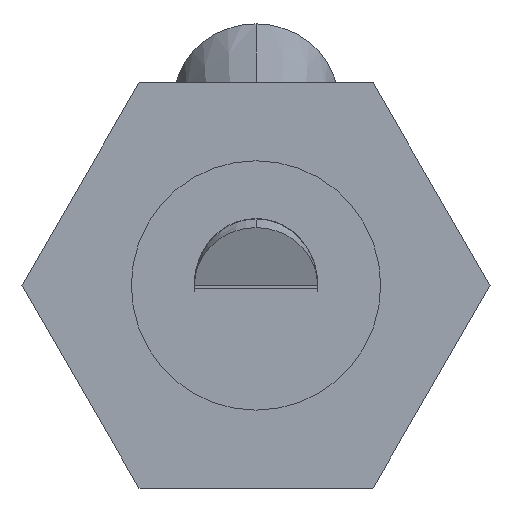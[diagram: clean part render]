
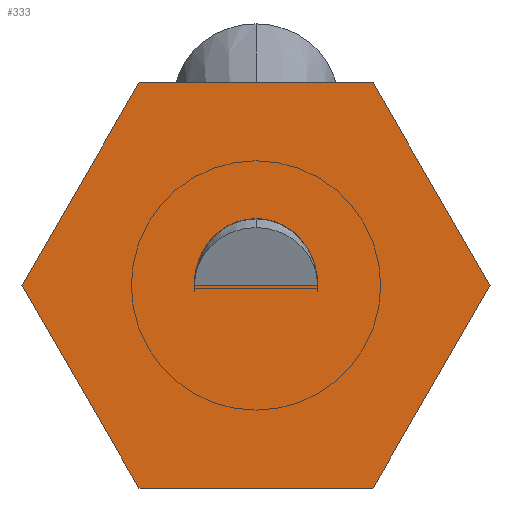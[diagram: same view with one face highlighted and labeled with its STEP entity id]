
A CAD part, front view. The second image highlights one B-rep face of the part: STEP entity #333.
In plain terms, the highlighted planar face has unit normal (0, -1, 0).
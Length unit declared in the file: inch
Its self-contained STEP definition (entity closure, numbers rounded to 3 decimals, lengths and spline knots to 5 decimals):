
#1 = EDGE_LOOP ( 'NONE', ( #181, #429, #309, #433, #593, #110 ) ) ;
#11 =( BOUNDED_CURVE ( )  B_SPLINE_CURVE ( 3, ( #600, #94, #551, #405 ),
 .UNSPECIFIED., .F., .T. ) 
 B_SPLINE_CURVE_WITH_KNOTS ( ( 4, 4 ),
 ( 0., 1.58479 ),
 .UNSPECIFIED. ) 
 CURVE ( )  GEOMETRIC_REPRESENTATION_ITEM ( )  RATIONAL_B_SPLINE_CURVE ( ( 1., 0.801, 0.801, 1. ) ) 
 REPRESENTATION_ITEM ( '' )  );
#15 = ORIENTED_EDGE ( 'NONE', *, *, #613, .F. ) ;
#26 = DIRECTION ( 'NONE',  ( -1., 0., 0. ) ) ;
#62 = EDGE_CURVE ( 'NONE', #377, #98, #169, .T. ) ;
#64 = VERTEX_POINT ( 'NONE', #524 ) ;
#70 = CARTESIAN_POINT ( 'NONE',  ( 0.23455, 0., 0. ) ) ;
#71 = CARTESIAN_POINT ( 'NONE',  ( -0.23455, 0., 0. ) ) ;
#76 = CARTESIAN_POINT ( 'NONE',  ( 0.11728, 0., 0.20313 ) ) ;
#77 = ORIENTED_EDGE ( 'NONE', *, *, #634, .F. ) ;
#83 = CARTESIAN_POINT ( 'NONE',  ( -0.23455, 0., 0. ) ) ;
#94 = CARTESIAN_POINT ( 'NONE',  ( -0.03658, 0., 0.06664 ) ) ;
#98 = VERTEX_POINT ( 'NONE', #70 ) ;
#100 = CARTESIAN_POINT ( 'NONE',  ( 0.06226, 0., 0.03892 ) ) ;
#101 = VECTOR ( 'NONE', #589, 39.37008 ) ;
#110 = ORIENTED_EDGE ( 'NONE', *, *, #518, .F. ) ;
#126 = CARTESIAN_POINT ( 'NONE',  ( 0.06174, 0., 0. ) ) ;
#127 = CARTESIAN_POINT ( 'NONE',  ( -0.06174, 0., 0. ) ) ;
#139 = CARTESIAN_POINT ( 'NONE',  ( 0.11728, 0., -0.20313 ) ) ;
#145 =( BOUNDED_CURVE ( )  B_SPLINE_CURVE ( 3, ( #554, #100, #408, #510 ),
 .UNSPECIFIED., .F., .T. ) 
 B_SPLINE_CURVE_WITH_KNOTS ( ( 4, 4 ),
 ( 4.6984, 6.28319 ),
 .UNSPECIFIED. ) 
 CURVE ( )  GEOMETRIC_REPRESENTATION_ITEM ( )  RATIONAL_B_SPLINE_CURVE ( ( 1., 0.801, 0.801, 1. ) ) 
 REPRESENTATION_ITEM ( '' )  );
#149 = VERTEX_POINT ( 'NONE', #127 ) ;
#160 = VERTEX_POINT ( 'NONE', #388 ) ;
#166 = VERTEX_POINT ( 'NONE', #183 ) ;
#169 = LINE ( 'NONE', #76, #657 ) ;
#172 = FACE_OUTER_BOUND ( 'NONE', #1, .T. ) ;
#181 = ORIENTED_EDGE ( 'NONE', *, *, #62, .F. ) ;
#183 = CARTESIAN_POINT ( 'NONE',  ( 0.11728, 0., -0.20313 ) ) ;
#208 = VECTOR ( 'NONE', #500, 39.37008 ) ;
#209 = DIRECTION ( 'NONE',  ( 0.5, 0., 0.866 ) ) ;
#210 = VERTEX_POINT ( 'NONE', #83 ) ;
#215 = CARTESIAN_POINT ( 'NONE',  ( 0.11728, 0., 0.20313 ) ) ;
#218 = FACE_BOUND ( 'NONE', #491, .T. ) ;
#221 = PLANE ( 'NONE',  #228 ) ;
#228 = AXIS2_PLACEMENT_3D ( 'NONE', #413, #415, #467 ) ;
#232 = DIRECTION ( 'NONE',  ( 0.5, 0., -0.866 ) ) ;
#243 = CARTESIAN_POINT ( 'NONE',  ( -0.11728, 0., -0.20313 ) ) ;
#297 = CARTESIAN_POINT ( 'NONE',  ( 0., 0., 0. ) ) ;
#309 = ORIENTED_EDGE ( 'NONE', *, *, #310, .F. ) ;
#310 = EDGE_CURVE ( 'NONE', #210, #64, #363, .T. ) ;
#333 = ADVANCED_FACE ( 'NONE', ( #172, #218 ), #221, .F. ) ;
#334 = LINE ( 'NONE', #581, #610 ) ;
#343 = LINE ( 'NONE', #139, #422 ) ;
#363 = LINE ( 'NONE', #71, #424 ) ;
#377 = VERTEX_POINT ( 'NONE', #215 ) ;
#388 = CARTESIAN_POINT ( 'NONE',  ( 0., 0., 0.06664 ) ) ;
#391 = CARTESIAN_POINT ( 'NONE',  ( 0.23455, 0., 0. ) ) ;
#405 = CARTESIAN_POINT ( 'NONE',  ( -0.06174, 0., 0. ) ) ;
#408 = CARTESIAN_POINT ( 'NONE',  ( 0.03658, 0., 0.06664 ) ) ;
#413 = CARTESIAN_POINT ( 'NONE',  ( 0., 0., 0. ) ) ;
#415 = DIRECTION ( 'NONE',  ( 0., 1., 0. ) ) ;
#422 = VECTOR ( 'NONE', #26, 39.37008 ) ;
#424 = VECTOR ( 'NONE', #209, 39.37008 ) ;
#429 = ORIENTED_EDGE ( 'NONE', *, *, #431, .F. ) ;
#431 = EDGE_CURVE ( 'NONE', #64, #377, #334, .T. ) ;
#433 = ORIENTED_EDGE ( 'NONE', *, *, #649, .F. ) ;
#447 = DIRECTION ( 'NONE',  ( -0.5, 0., 0.866 ) ) ;
#448 = VERTEX_POINT ( 'NONE', #126 ) ;
#465 = VECTOR ( 'NONE', #447, 39.37008 ) ;
#467 = DIRECTION ( 'NONE',  ( 0., 0., 1. ) ) ;
#471 = EDGE_CURVE ( 'NONE', #166, #585, #343, .T. ) ;
#482 = ORIENTED_EDGE ( 'NONE', *, *, #603, .F. ) ;
#491 = EDGE_LOOP ( 'NONE', ( #77, #15, #482 ) ) ;
#494 = LINE ( 'NONE', #297, #208 ) ;
#500 = DIRECTION ( 'NONE',  ( 1., 0., 0. ) ) ;
#510 = CARTESIAN_POINT ( 'NONE',  ( 0., 0., 0.06664 ) ) ;
#518 = EDGE_CURVE ( 'NONE', #98, #166, #630, .T. ) ;
#524 = CARTESIAN_POINT ( 'NONE',  ( -0.11728, 0., 0.20313 ) ) ;
#529 = DIRECTION ( 'NONE',  ( 1., 0., 0. ) ) ;
#548 = CARTESIAN_POINT ( 'NONE',  ( -0.11728, 0., -0.20313 ) ) ;
#551 = CARTESIAN_POINT ( 'NONE',  ( -0.06226, 0., 0.03892 ) ) ;
#554 = CARTESIAN_POINT ( 'NONE',  ( 0.06174, 0., 0. ) ) ;
#558 = LINE ( 'NONE', #243, #465 ) ;
#581 = CARTESIAN_POINT ( 'NONE',  ( -0.11728, 0., 0.20313 ) ) ;
#585 = VERTEX_POINT ( 'NONE', #548 ) ;
#589 = DIRECTION ( 'NONE',  ( -0.5, 0., -0.866 ) ) ;
#593 = ORIENTED_EDGE ( 'NONE', *, *, #471, .F. ) ;
#600 = CARTESIAN_POINT ( 'NONE',  ( 0., 0., 0.06664 ) ) ;
#603 = EDGE_CURVE ( 'NONE', #160, #149, #11, .T. ) ;
#610 = VECTOR ( 'NONE', #529, 39.37008 ) ;
#613 = EDGE_CURVE ( 'NONE', #149, #448, #494, .T. ) ;
#630 = LINE ( 'NONE', #391, #101 ) ;
#634 = EDGE_CURVE ( 'NONE', #448, #160, #145, .T. ) ;
#649 = EDGE_CURVE ( 'NONE', #585, #210, #558, .T. ) ;
#657 = VECTOR ( 'NONE', #232, 39.37008 ) ;
